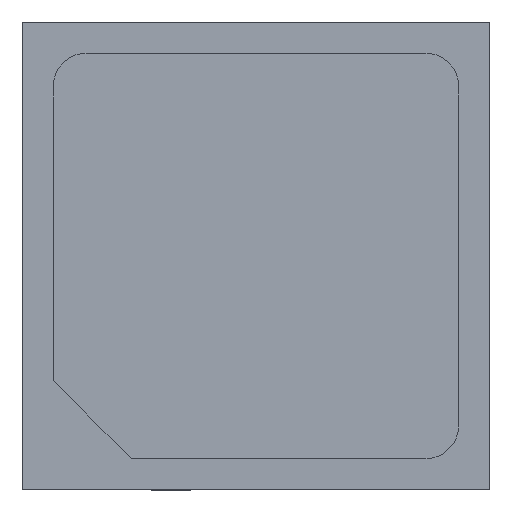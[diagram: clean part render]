
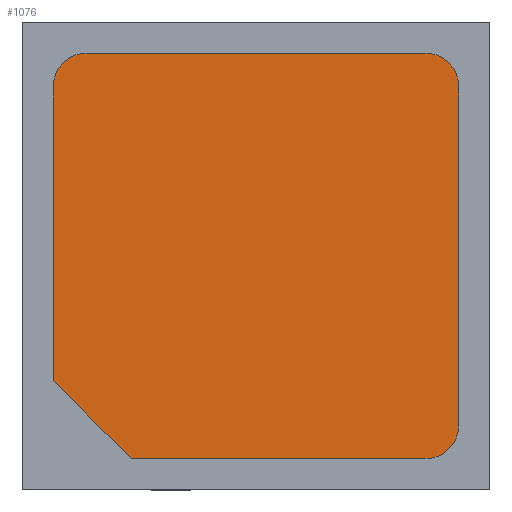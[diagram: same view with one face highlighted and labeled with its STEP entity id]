
A CAD part, top view. The second image highlights one B-rep face of the part: STEP entity #1076.
In plain terms, the highlighted planar face has unit normal (0, 0, 1).
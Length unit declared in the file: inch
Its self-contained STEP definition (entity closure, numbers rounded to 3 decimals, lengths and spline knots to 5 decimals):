
#2 = ORIENTED_EDGE ( 'NONE', *, *, #384, .T. ) ;
#58 = ORIENTED_EDGE ( 'NONE', *, *, #568, .T. ) ;
#69 = AXIS2_PLACEMENT_3D ( 'NONE', #571, #1624, #806 ) ;
#78 = CARTESIAN_POINT ( 'NONE',  ( 0.05118, 0.04291, 0.00197 ) ) ;
#221 = DIRECTION ( 'NONE',  ( 1., 0., 0. ) ) ;
#222 = VERTEX_POINT ( 'NONE', #307 ) ;
#256 = DIRECTION ( 'NONE',  ( 0., 1., 0. ) ) ;
#278 = DIRECTION ( 'NONE',  ( 1., 0., 0. ) ) ;
#294 = LINE ( 'NONE', #2069, #613 ) ;
#307 = CARTESIAN_POINT ( 'NONE',  ( -0.05118, 0.04291, 0.00197 ) ) ;
#321 = DIRECTION ( 'NONE',  ( 1., 0., 0. ) ) ;
#374 = ORIENTED_EDGE ( 'NONE', *, *, #1246, .T. ) ;
#377 = AXIS2_PLACEMENT_3D ( 'NONE', #438, #606, #278 ) ;
#384 = EDGE_CURVE ( 'NONE', #1910, #2127, #1790, .T. ) ;
#412 = CARTESIAN_POINT ( 'NONE',  ( 0.04291, 0.05118, 0.00197 ) ) ;
#438 = CARTESIAN_POINT ( 'NONE',  ( 0.04291, 0.04291, 0.00197 ) ) ;
#484 = ORIENTED_EDGE ( 'NONE', *, *, #1302, .T. ) ;
#523 = PLANE ( 'NONE',  #950 ) ;
#563 = AXIS2_PLACEMENT_3D ( 'NONE', #1546, #1222, #1540 ) ;
#568 = EDGE_CURVE ( 'NONE', #697, #838, #1709, .T. ) ;
#571 = CARTESIAN_POINT ( 'NONE',  ( -0.04291, 0.04291, 0.00197 ) ) ;
#592 = EDGE_LOOP ( 'NONE', ( #1715, #2, #484, #374, #58, #1759, #1298, #828 ) ) ;
#606 = DIRECTION ( 'NONE',  ( 0., 0., 1. ) ) ;
#613 = VECTOR ( 'NONE', #221, 39.37008 ) ;
#653 = LINE ( 'NONE', #1158, #1897 ) ;
#667 = DIRECTION ( 'NONE',  ( -1., 0., 0. ) ) ;
#697 = VERTEX_POINT ( 'NONE', #1112 ) ;
#700 = EDGE_CURVE ( 'NONE', #1245, #1910, #769, .T. ) ;
#769 = CIRCLE ( 'NONE', #377, 0.00827 ) ;
#775 = EDGE_CURVE ( 'NONE', #1954, #1245, #1813, .T. ) ;
#805 = CARTESIAN_POINT ( 'NONE',  ( 0.04291, -0.05118, 0.00197 ) ) ;
#806 = DIRECTION ( 'NONE',  ( -1., 0., 0. ) ) ;
#828 = ORIENTED_EDGE ( 'NONE', *, *, #775, .T. ) ;
#838 = VERTEX_POINT ( 'NONE', #981 ) ;
#843 = VERTEX_POINT ( 'NONE', #805 ) ;
#879 = VECTOR ( 'NONE', #1034, 39.37008 ) ;
#950 = AXIS2_PLACEMENT_3D ( 'NONE', #2178, #1207, #321 ) ;
#981 = CARTESIAN_POINT ( 'NONE',  ( -0.0315, -0.05118, 0.00197 ) ) ;
#1034 = DIRECTION ( 'NONE',  ( 0.707, -0.707, 0. ) ) ;
#1064 = VECTOR ( 'NONE', #256, 39.37008 ) ;
#1076 = ADVANCED_FACE ( 'NONE', ( #1192 ), #523, .T. ) ;
#1111 = EDGE_CURVE ( 'NONE', #843, #1954, #2189, .T. ) ;
#1112 = CARTESIAN_POINT ( 'NONE',  ( -0.05118, -0.0315, 0.00197 ) ) ;
#1158 = CARTESIAN_POINT ( 'NONE',  ( -0.05118, 0.04291, 0.00197 ) ) ;
#1192 = FACE_OUTER_BOUND ( 'NONE', #592, .T. ) ;
#1207 = DIRECTION ( 'NONE',  ( 0., 0., 1. ) ) ;
#1222 = DIRECTION ( 'NONE',  ( 0., 0., 1. ) ) ;
#1245 = VERTEX_POINT ( 'NONE', #1487 ) ;
#1246 = EDGE_CURVE ( 'NONE', #222, #697, #653, .T. ) ;
#1298 = ORIENTED_EDGE ( 'NONE', *, *, #1111, .T. ) ;
#1302 = EDGE_CURVE ( 'NONE', #2127, #222, #1923, .T. ) ;
#1431 = CARTESIAN_POINT ( 'NONE',  ( -0.04291, 0.05118, 0.00197 ) ) ;
#1487 = CARTESIAN_POINT ( 'NONE',  ( 0.05118, 0.04291, 0.00197 ) ) ;
#1509 = CARTESIAN_POINT ( 'NONE',  ( -0.04291, 0.05118, 0.00197 ) ) ;
#1540 = DIRECTION ( 'NONE',  ( 1., 0., 0. ) ) ;
#1546 = CARTESIAN_POINT ( 'NONE',  ( 0.04291, -0.04291, 0.00197 ) ) ;
#1574 = EDGE_CURVE ( 'NONE', #838, #843, #294, .T. ) ;
#1585 = CARTESIAN_POINT ( 'NONE',  ( 0.05118, -0.04291, 0.00197 ) ) ;
#1611 = VECTOR ( 'NONE', #667, 39.37008 ) ;
#1624 = DIRECTION ( 'NONE',  ( 0., 0., 1. ) ) ;
#1709 = LINE ( 'NONE', #2095, #879 ) ;
#1715 = ORIENTED_EDGE ( 'NONE', *, *, #700, .T. ) ;
#1759 = ORIENTED_EDGE ( 'NONE', *, *, #1574, .T. ) ;
#1790 = LINE ( 'NONE', #1509, #1611 ) ;
#1813 = LINE ( 'NONE', #78, #1064 ) ;
#1897 = VECTOR ( 'NONE', #2180, 39.37008 ) ;
#1910 = VERTEX_POINT ( 'NONE', #412 ) ;
#1923 = CIRCLE ( 'NONE', #69, 0.00827 ) ;
#1954 = VERTEX_POINT ( 'NONE', #1585 ) ;
#2069 = CARTESIAN_POINT ( 'NONE',  ( -0.0315, -0.05118, 0.00197 ) ) ;
#2095 = CARTESIAN_POINT ( 'NONE',  ( -0.05118, -0.0315, 0.00197 ) ) ;
#2127 = VERTEX_POINT ( 'NONE', #1431 ) ;
#2178 = CARTESIAN_POINT ( 'NONE',  ( 0.04291, 0.04291, 0.00197 ) ) ;
#2180 = DIRECTION ( 'NONE',  ( 0., -1., 0. ) ) ;
#2189 = CIRCLE ( 'NONE', #563, 0.00827 ) ;
